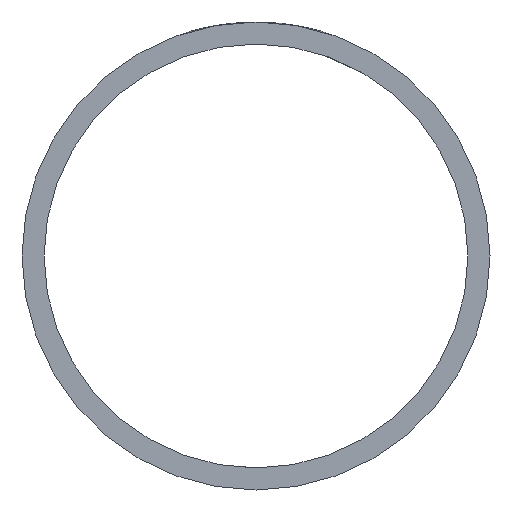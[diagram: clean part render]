
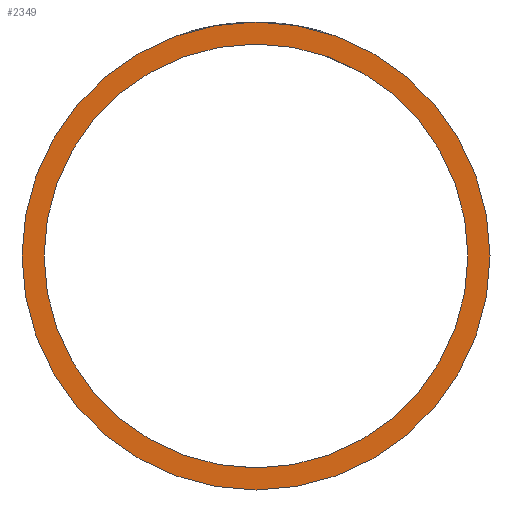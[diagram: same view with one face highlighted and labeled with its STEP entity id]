
A CAD part, front view. The second image highlights one B-rep face of the part: STEP entity #2349.
In plain terms, the highlighted planar face has unit normal (0, -1, 0).
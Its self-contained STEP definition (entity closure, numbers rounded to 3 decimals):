
#805 = EDGE_CURVE ( 'NONE', #7667, #7667, #1112, .T. ) ;
#1112 = CIRCLE ( 'NONE', #9810, 19.2 ) ;
#1471 = DIRECTION ( 'NONE',  ( 0., 1., 0. ) ) ;
#2349 = ADVANCED_FACE ( 'NONE', ( #7269, #6878 ), #14412, .F. ) ;
#2561 = EDGE_LOOP ( 'NONE', ( #3038 ) ) ;
#2803 = DIRECTION ( 'NONE',  ( 0., 0., 1. ) ) ;
#3038 = ORIENTED_EDGE ( 'NONE', *, *, #805, .T. ) ;
#3653 = CARTESIAN_POINT ( 'NONE',  ( 0., -3000., 19.2 ) ) ;
#3907 = ORIENTED_EDGE ( 'NONE', *, *, #10244, .F. ) ;
#6485 = VERTEX_POINT ( 'NONE', #12614 ) ;
#6620 = DIRECTION ( 'NONE',  ( 0., 1., 0. ) ) ;
#6677 = DIRECTION ( 'NONE',  ( 0., 0., 1. ) ) ;
#6878 = FACE_OUTER_BOUND ( 'NONE', #13175, .T. ) ;
#7269 = FACE_BOUND ( 'NONE', #2561, .T. ) ;
#7667 = VERTEX_POINT ( 'NONE', #3653 ) ;
#9140 = CARTESIAN_POINT ( 'NONE',  ( 0., -3000., 0. ) ) ;
#9810 = AXIS2_PLACEMENT_3D ( 'NONE', #9140, #10385, #2803 ) ;
#10244 = EDGE_CURVE ( 'NONE', #6485, #6485, #10963, .T. ) ;
#10385 = DIRECTION ( 'NONE',  ( 0., 1., 0. ) ) ;
#10963 = CIRCLE ( 'NONE', #13391, 21.2 ) ;
#12384 = AXIS2_PLACEMENT_3D ( 'NONE', #14244, #1471, #14187 ) ;
#12614 = CARTESIAN_POINT ( 'NONE',  ( 0., -3000., 21.2 ) ) ;
#13175 = EDGE_LOOP ( 'NONE', ( #3907 ) ) ;
#13391 = AXIS2_PLACEMENT_3D ( 'NONE', #14255, #6620, #6677 ) ;
#14187 = DIRECTION ( 'NONE',  ( 0., 0., 1. ) ) ;
#14244 = CARTESIAN_POINT ( 'NONE',  ( 0., -3000., 0. ) ) ;
#14255 = CARTESIAN_POINT ( 'NONE',  ( 0., -3000., 0. ) ) ;
#14412 = PLANE ( 'NONE',  #12384 ) ;
